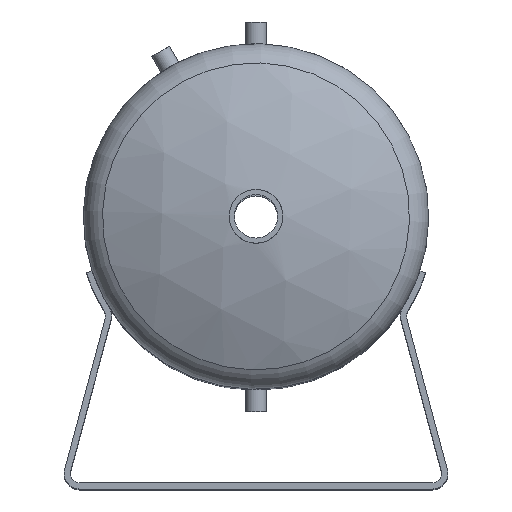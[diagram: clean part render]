
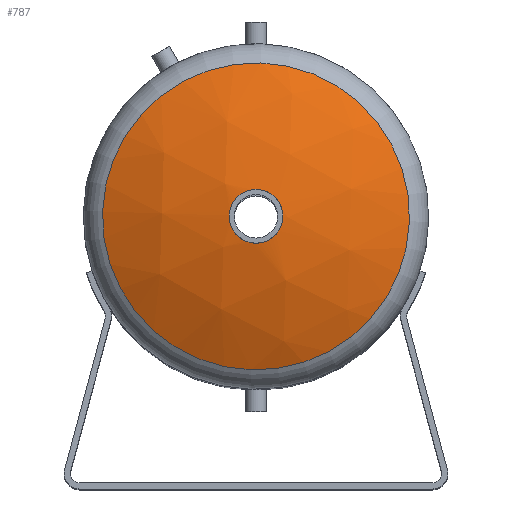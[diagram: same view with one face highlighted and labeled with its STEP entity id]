
A CAD part, top view. The second image highlights one B-rep face of the part: STEP entity #787.
In plain terms, the highlighted spherical face has radius 450 mm.
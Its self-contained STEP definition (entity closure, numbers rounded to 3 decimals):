
#54=SPHERICAL_SURFACE('',#884,450.);
#201=CIRCLE('',#877,35.);
#205=CIRCLE('',#885,200.);
#239=FACE_BOUND('',#361,.T.);
#286=FACE_OUTER_BOUND('',#360,.T.);
#360=EDGE_LOOP('',(#706));
#361=EDGE_LOOP('',(#707));
#441=VERTEX_POINT('',#1545);
#445=VERTEX_POINT('',#1557);
#531=EDGE_CURVE('',#441,#441,#201,.T.);
#535=EDGE_CURVE('',#445,#445,#205,.T.);
#706=ORIENTED_EDGE('',*,*,#535,.F.);
#707=ORIENTED_EDGE('',*,*,#531,.T.);
#787=ADVANCED_FACE('',(#286,#239),#54,.T.);
#877=AXIS2_PLACEMENT_3D('',#1546,#1101,#1102);
#884=AXIS2_PLACEMENT_3D('',#1556,#1115,#1116);
#885=AXIS2_PLACEMENT_3D('',#1558,#1117,#1118);
#1101=DIRECTION('center_axis',(0.,-1.,0.));
#1102=DIRECTION('ref_axis',(-1.,0.,0.));
#1115=DIRECTION('center_axis',(0.,0.,1.));
#1116=DIRECTION('ref_axis',(1.,0.,0.));
#1117=DIRECTION('center_axis',(0.,-1.,0.));
#1118=DIRECTION('ref_axis',(1.,0.,0.));
#1545=CARTESIAN_POINT('',(35.,113.637,0.));
#1546=CARTESIAN_POINT('Origin',(0.,113.637,0.));
#1556=CARTESIAN_POINT('Origin',(0.,-335.,0.));
#1557=CARTESIAN_POINT('',(200.,68.113,0.));
#1558=CARTESIAN_POINT('Origin',(0.,68.113,0.));
